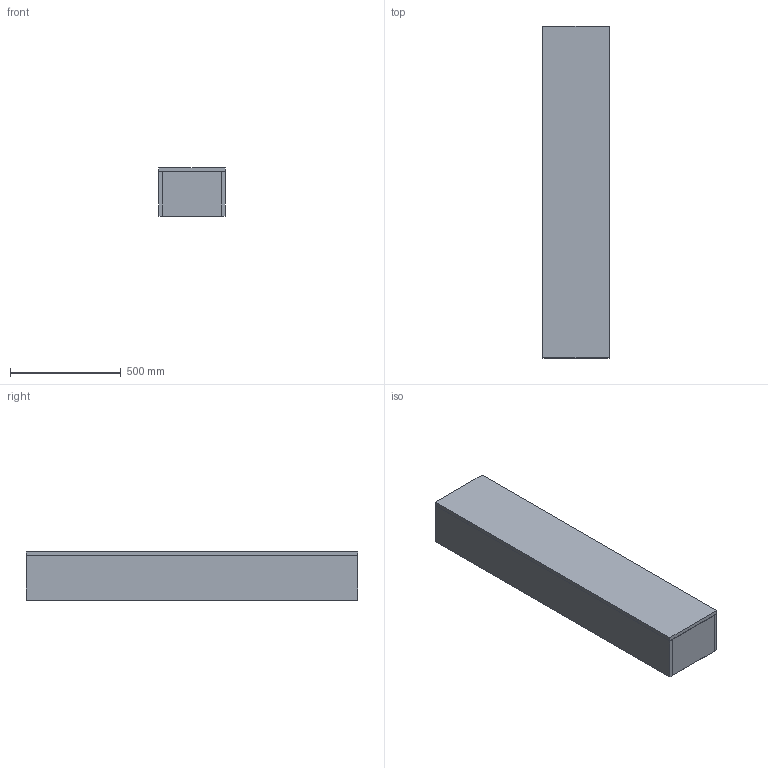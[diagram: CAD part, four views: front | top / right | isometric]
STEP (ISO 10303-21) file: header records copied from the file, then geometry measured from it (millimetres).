
FILE_DESCRIPTION (( 'STEP AP214' ), '1' );
FILE_NAME ('AU030S_v10211.STEP', '2021-02-11T15:05:05', ( '' ), ( '' ), 'SwSTEP 2.0', 'SolidWorks 2019', '' );
FILE_SCHEMA (( 'AUTOMOTIVE_DESIGN' ));
Length unit declared in the file: millimetre
Products named in the file (11): Hinge_Hook_Predeterminado; Tall Boy Door; Hinge_Cap_Predeterminado; Hinge A_Predeterminado; AU030S_v10211; Carcass; Hinge_Movable_Predeterminado; Hinge_Roller_Predeterminado; Hinge_Main_Predeterminado; Hinge_Screw_Predeterminado
Assembly tree (20 placements, depth 3):
  AU030S_v10211
    Carcass
    Tall Boy Door
    Hinge A_Predeterminado
      Hinge_Main_Predeterminado
      Hinge_Roller_Predeterminado
      Hinge_Screw_Predeterminado  x3
      Hinge_Hook_Predeterminado
      Hinge_Cap_Predeterminado
      Hinge_Movable_Predeterminado
    Hinge A_Predeterminado
      Hinge_Main_Predeterminado
      Hinge_Roller_Predeterminado
      Hinge_Screw_Predeterminado  x3
      Hinge_Hook_Predeterminado
      Hinge_Cap_Predeterminado
      Hinge_Movable_Predeterminado
Bounding box: 300 x 1500 x 218 mm (x, y, z)
Volume: 28376259.3 mm3
Topology: 51 solids, 61 shells, 5399 faces, 14940 edges, 9634 vertices
Faces by surface type: plane 1971, cylinder 1850, bspline 612, torus 588, sphere 196, cone 182
Full cylindrical faces by diameter (mm): 0.753 x2, 1.669 x4
Entity records: 108795 total; most frequent: CARTESIAN_POINT 45091, ORIENTED_EDGE 14181, DIRECTION 11722, EDGE_CURVE 7118, VERTEX_POINT 4592, AXIS2_PLACEMENT_3D 4200, LINE 3322, VECTOR 3322
